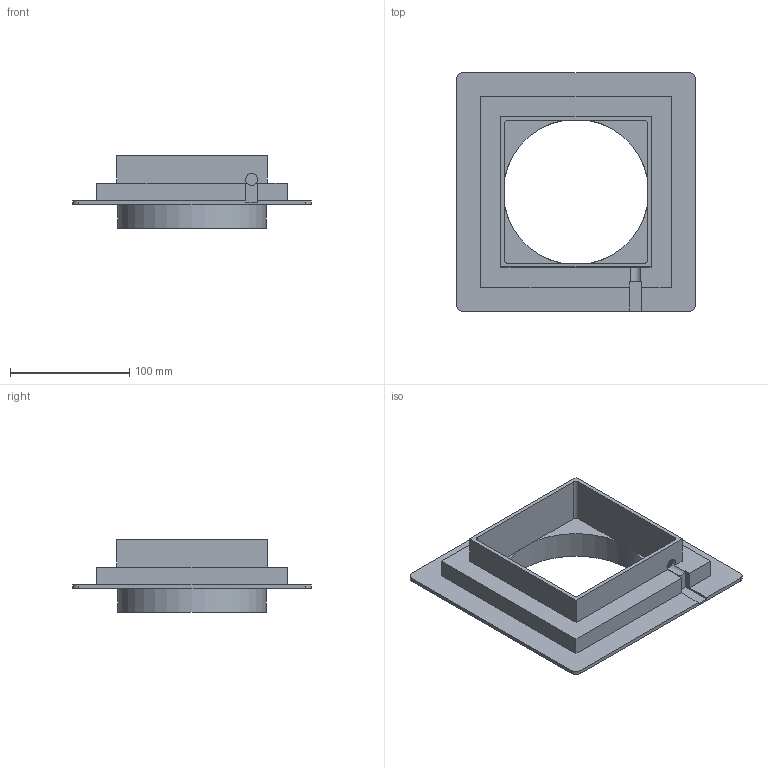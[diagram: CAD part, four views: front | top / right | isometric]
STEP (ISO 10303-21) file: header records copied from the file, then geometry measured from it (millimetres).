
FILE_DESCRIPTION(('FreeCAD Model'),'2;1');
FILE_NAME('Open CASCADE Shape Model','2025-08-23T12:10:53',('Author'),( ''),'Open CASCADE STEP processor 7.8','FreeCAD','Unknown');
FILE_SCHEMA(('AUTOMOTIVE_DESIGN { 1 0 10303 214 1 1 1 1 }'));
Length unit declared in the file: millimetre
Products named in the file (1): Body
Bounding box: 200 x 200 x 61 mm (x, y, z)
Volume: 297252.4 mm3; surface area: 115152.1 mm2
Topology: 1 solids, 1 shells, 45 faces, 121 edges, 78 vertices
Faces by surface type: plane 34, cylinder 11
Full cylindrical faces by diameter (mm): 10 x1, 122 x1, 125 x1
Entity records: 1433 total; most frequent: CARTESIAN_POINT 245, DIRECTION 245, ORIENTED_EDGE 242, EDGE_CURVE 121, LINE 89, VECTOR 89, AXIS2_PLACEMENT_3D 78, VERTEX_POINT 78
